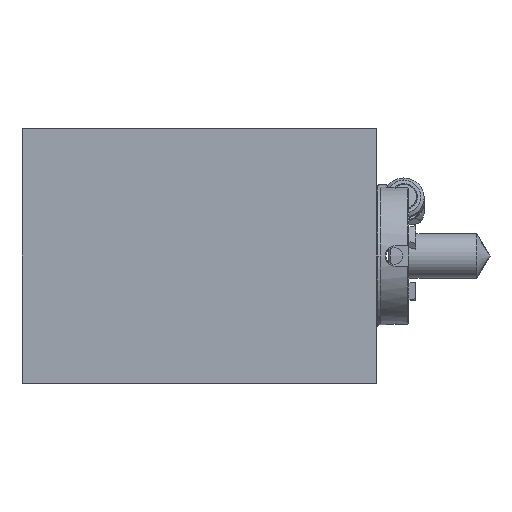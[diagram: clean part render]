
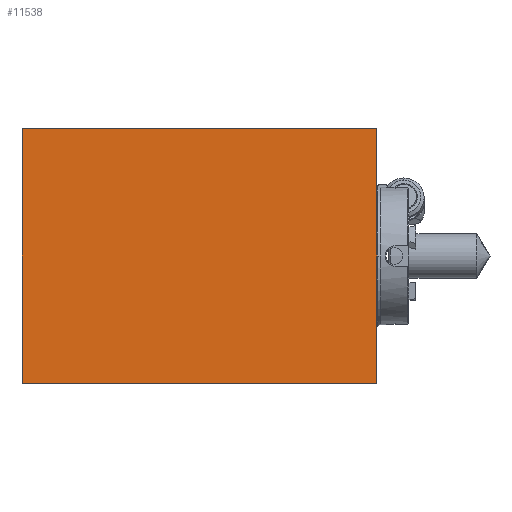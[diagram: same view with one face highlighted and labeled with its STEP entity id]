
A CAD part, left-side view. The second image highlights one B-rep face of the part: STEP entity #11538.
In plain terms, the highlighted planar face has unit normal (-1, 0, 0).
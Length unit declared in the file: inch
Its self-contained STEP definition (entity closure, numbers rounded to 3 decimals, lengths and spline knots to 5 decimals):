
#206 = CARTESIAN_POINT ( 'NONE',  ( -4.4685, 1.92913, -1.47638 ) ) ;
#281 = CARTESIAN_POINT ( 'NONE',  ( -4.4685, 1.92913, 1.47638 ) ) ;
#395 = LINE ( 'NONE', #8580, #1872 ) ;
#1103 = VERTEX_POINT ( 'NONE', #206 ) ;
#1174 = EDGE_CURVE ( 'NONE', #9239, #1103, #395, .T. ) ;
#1872 = VECTOR ( 'NONE', #12449, 39.37008 ) ;
#2884 = CARTESIAN_POINT ( 'NONE',  ( -4.4685, -2.18504, 1.47638 ) ) ;
#3741 = LINE ( 'NONE', #6738, #6340 ) ;
#3749 = FACE_OUTER_BOUND ( 'NONE', #12130, .T. ) ;
#4327 = LINE ( 'NONE', #9418, #4714 ) ;
#4714 = VECTOR ( 'NONE', #6342, 39.37008 ) ;
#4952 = ORIENTED_EDGE ( 'NONE', *, *, #9653, .T. ) ;
#5550 = VECTOR ( 'NONE', #11664, 39.37008 ) ;
#5984 = AXIS2_PLACEMENT_3D ( 'NONE', #8853, #11596, #7740 ) ;
#6037 = VERTEX_POINT ( 'NONE', #2884 ) ;
#6340 = VECTOR ( 'NONE', #8776, 39.37008 ) ;
#6342 = DIRECTION ( 'NONE',  ( 0., -1., 0. ) ) ;
#6520 = ORIENTED_EDGE ( 'NONE', *, *, #1174, .T. ) ;
#6683 = PLANE ( 'NONE',  #5984 ) ;
#6687 = CARTESIAN_POINT ( 'NONE',  ( -4.4685, -2.18504, 0. ) ) ;
#6738 = CARTESIAN_POINT ( 'NONE',  ( -4.4685, -2.18593, 1.47638 ) ) ;
#7399 = EDGE_CURVE ( 'NONE', #6037, #9239, #3741, .T. ) ;
#7740 = DIRECTION ( 'NONE',  ( 0., 0., 1. ) ) ;
#8350 = ORIENTED_EDGE ( 'NONE', *, *, #7399, .T. ) ;
#8580 = CARTESIAN_POINT ( 'NONE',  ( -4.4685, 1.92913, 1.47638 ) ) ;
#8776 = DIRECTION ( 'NONE',  ( 0., 1., 0. ) ) ;
#8853 = CARTESIAN_POINT ( 'NONE',  ( -4.4685, 0., 0. ) ) ;
#9239 = VERTEX_POINT ( 'NONE', #281 ) ;
#9418 = CARTESIAN_POINT ( 'NONE',  ( -4.4685, 0., -1.47638 ) ) ;
#9653 = EDGE_CURVE ( 'NONE', #1103, #10702, #4327, .T. ) ;
#9704 = CARTESIAN_POINT ( 'NONE',  ( -4.4685, -2.18504, -1.47638 ) ) ;
#10702 = VERTEX_POINT ( 'NONE', #9704 ) ;
#10736 = LINE ( 'NONE', #6687, #5550 ) ;
#11073 = ORIENTED_EDGE ( 'NONE', *, *, #12534, .T. ) ;
#11538 = ADVANCED_FACE ( 'NONE', ( #3749 ), #6683, .T. ) ;
#11596 = DIRECTION ( 'NONE',  ( -1., 0., 0. ) ) ;
#11664 = DIRECTION ( 'NONE',  ( 0., 0., 1. ) ) ;
#12130 = EDGE_LOOP ( 'NONE', ( #8350, #6520, #4952, #11073 ) ) ;
#12449 = DIRECTION ( 'NONE',  ( 0., 0., -1. ) ) ;
#12534 = EDGE_CURVE ( 'NONE', #10702, #6037, #10736, .T. ) ;
